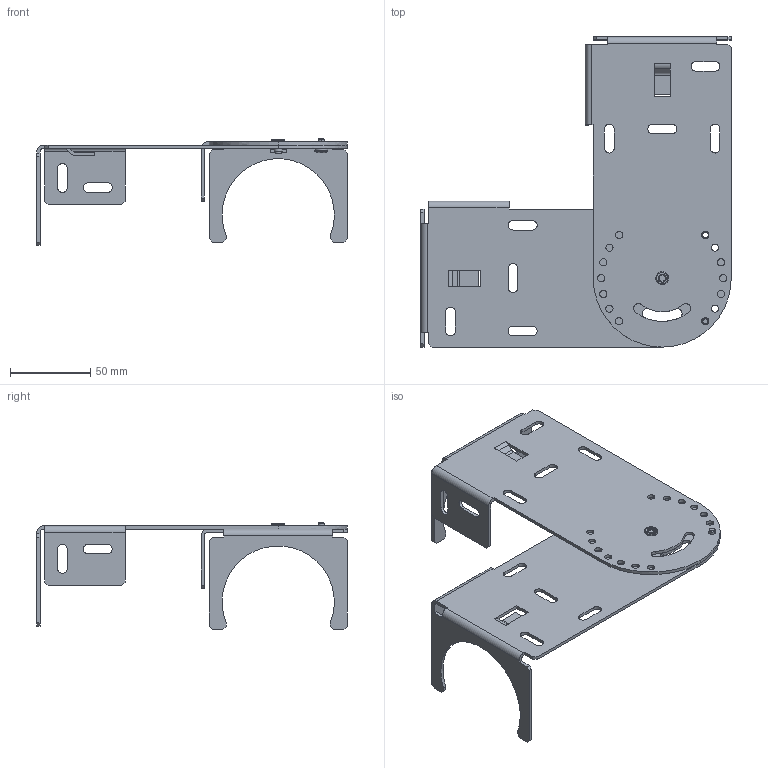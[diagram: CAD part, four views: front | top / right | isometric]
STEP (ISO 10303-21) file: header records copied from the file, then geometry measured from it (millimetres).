
FILE_DESCRIPTION(('Creo Elements/Direct Modeling STEP Export'),'2;1');
FILE_NAME('0018.0563_MF-FB75.stp','2017-07-21T12:10:34',(''),(''),'PTC Creo Elements/Direct Modeling STEP processor for AP214 (Solid Model)','PTC Creo Elements/Direct Modeling 19.0C 15-Aug-2015 (C) Parametric Technology GmbH','');
FILE_SCHEMA(('AUTOMOTIVE_DESIGN { 1 0 10303 214 1 1 1 1 }'));
Length unit declared in the file: millimetre
Products named in the file (5): Blech_A; Stift; Schraube; Blech_B; 0018.0563_MF-FB75
Assembly tree (4 placements, depth 2):
  0018.0563_MF-FB75
    Blech_B
    Schraube
    Stift
    Blech_A
Bounding box: 193.5 x 193.5 x 66.5 mm (x, y, z)
Volume: 74989.8 mm3; surface area: 80808.7 mm2
Topology: 4 solids, 4 shells, 261 faces, 723 edges, 475 vertices
Faces by surface type: plane 131, cylinder 112, torus 10, bspline 4, sphere 2, cone 2
Entity records: 10243 total; most frequent: CARTESIAN_POINT 3328, ORIENTED_EDGE 1446, DIRECTION 1366, EDGE_CURVE 723, VERTEX_POINT 475, AXIS2_PLACEMENT_3D 461, VECTOR 444, LINE 444
